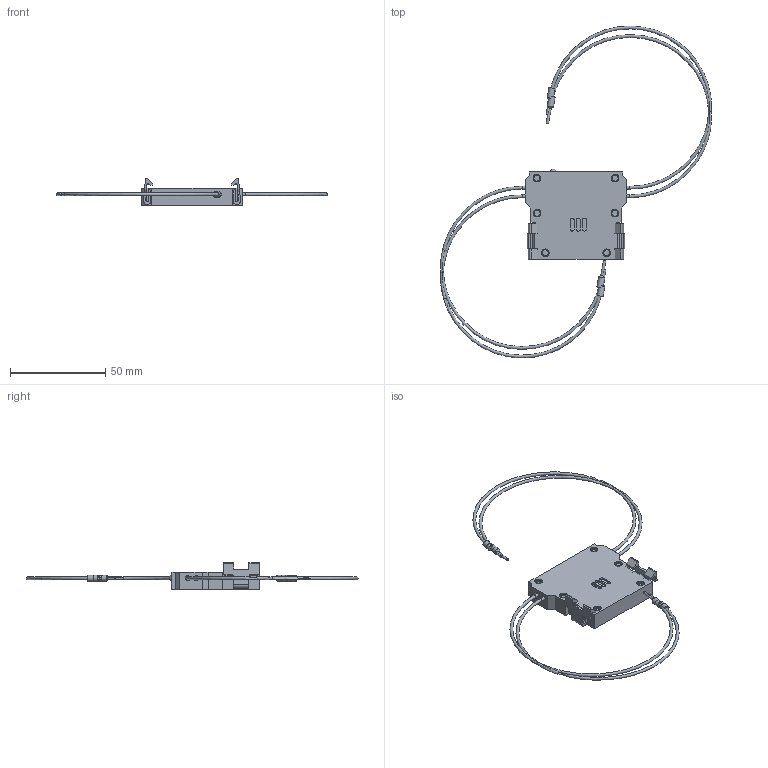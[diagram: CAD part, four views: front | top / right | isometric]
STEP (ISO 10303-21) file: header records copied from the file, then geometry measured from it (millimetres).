
FILE_DESCRIPTION((''),'2;1');
FILE_NAME('12C70083G03 - 300-MTDD30M.stp','2015-05-22T17:59:00',('rshanor'),(''),'Autodesk Inventor 2013','Autodesk Inventor 2013','');
FILE_SCHEMA(('AUTOMOTIVE_DESIGN { 1 2 10303 214 0 1 1 1 }'));
Length unit declared in the file: inch
Products named in the file (1): 12C70083G03
Bounding box: 141.99 x 173.99 x 14.08 mm (x, y, z)
Volume: 10496.6 mm3; surface area: 20508.8 mm2
Topology: 1 solids, 11 shells, 3159 faces, 8587 edges, 5696 vertices
Faces by surface type: plane 1862, bspline 1038, cylinder 228, torus 18, cone 12, sphere 1
Full cylindrical faces by diameter (mm): 0.5 x4, 0.85 x2, 0.9 x1, 1.35 x2, 1.5 x8, 1.8 x2, 1.85 x4, 2 x2, 2.4 x7, 2.5 x2, 2.6 x6, 2.9 x2, 3 x1, 3.15 x6, 3.3 x4, 3.45 x4, 3.463 x1, 4 x7, 4.25 x1, 4.85 x1, 5 x2
Entity records: 110479 total; most frequent: CARTESIAN_POINT 34815, ORIENTED_EDGE 16912, DIRECTION 11072, EDGE_CURVE 8456, VECTOR 5820, LINE 5820, VERTEX_POINT 5656, EDGE_LOOP 3578
